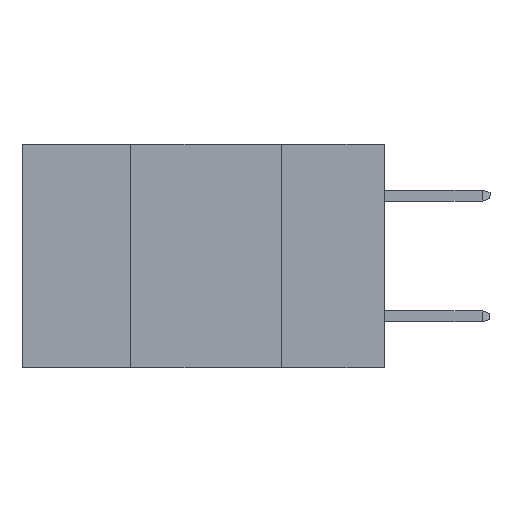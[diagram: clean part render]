
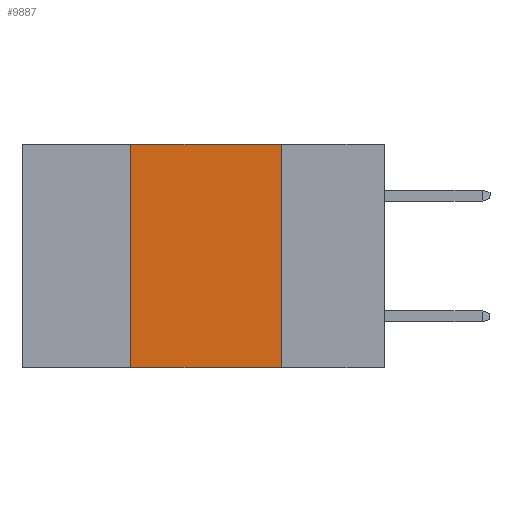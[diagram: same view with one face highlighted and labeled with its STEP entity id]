
A CAD part, left-side view. The second image highlights one B-rep face of the part: STEP entity #9887.
In plain terms, the highlighted planar face has unit normal (-1, 0, 0).
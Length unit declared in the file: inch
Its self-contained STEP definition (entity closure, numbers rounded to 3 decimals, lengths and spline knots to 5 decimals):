
#225 = CARTESIAN_POINT ( 'NONE',  ( 0., 0.42, 0. ) ) ;
#269 = EDGE_LOOP ( 'NONE', ( #7657, #9263, #9206, #4919 ) ) ;
#683 = LINE ( 'NONE', #4426, #5013 ) ;
#1145 = PLANE ( 'NONE',  #6449 ) ;
#1471 = VERTEX_POINT ( 'NONE', #225 ) ;
#1771 = VECTOR ( 'NONE', #6087, 39.37008 ) ;
#2016 = DIRECTION ( 'NONE',  ( 0., -1., 0. ) ) ;
#2516 = CARTESIAN_POINT ( 'NONE',  ( 0., 0.17, -0.37 ) ) ;
#2817 = CARTESIAN_POINT ( 'NONE',  ( 0., 0.42, -0.37 ) ) ;
#2835 = EDGE_CURVE ( 'NONE', #1471, #7870, #6710, .T. ) ;
#2996 = LINE ( 'NONE', #4388, #1771 ) ;
#3406 = DIRECTION ( 'NONE',  ( 1., 0., 0. ) ) ;
#3418 = EDGE_CURVE ( 'NONE', #7870, #4277, #2996, .T. ) ;
#4277 = VERTEX_POINT ( 'NONE', #2516 ) ;
#4388 = CARTESIAN_POINT ( 'NONE',  ( 0., 0.17, -0.37 ) ) ;
#4426 = CARTESIAN_POINT ( 'NONE',  ( 0., 0.6, -0.37 ) ) ;
#4919 = ORIENTED_EDGE ( 'NONE', *, *, #9543, .T. ) ;
#5013 = VECTOR ( 'NONE', #6030, 39.37008 ) ;
#5052 = VECTOR ( 'NONE', #2016, 39.37008 ) ;
#5571 = FACE_OUTER_BOUND ( 'NONE', #269, .T. ) ;
#5606 = VECTOR ( 'NONE', #8952, 39.37008 ) ;
#5842 = VERTEX_POINT ( 'NONE', #8762 ) ;
#6030 = DIRECTION ( 'NONE',  ( 0., -1., 0. ) ) ;
#6087 = DIRECTION ( 'NONE',  ( 0., 0., -1. ) ) ;
#6449 = AXIS2_PLACEMENT_3D ( 'NONE', #9477, #3406, #6482 ) ;
#6482 = DIRECTION ( 'NONE',  ( 0., 0., -1. ) ) ;
#6710 = LINE ( 'NONE', #9658, #5052 ) ;
#7341 = EDGE_CURVE ( 'NONE', #5842, #1471, #7553, .T. ) ;
#7553 = LINE ( 'NONE', #2817, #5606 ) ;
#7657 = ORIENTED_EDGE ( 'NONE', *, *, #3418, .F. ) ;
#7870 = VERTEX_POINT ( 'NONE', #9293 ) ;
#8762 = CARTESIAN_POINT ( 'NONE',  ( 0., 0.42, -0.37 ) ) ;
#8952 = DIRECTION ( 'NONE',  ( 0., 0., 1. ) ) ;
#9206 = ORIENTED_EDGE ( 'NONE', *, *, #7341, .F. ) ;
#9263 = ORIENTED_EDGE ( 'NONE', *, *, #2835, .F. ) ;
#9293 = CARTESIAN_POINT ( 'NONE',  ( 0., 0.17, 0. ) ) ;
#9477 = CARTESIAN_POINT ( 'NONE',  ( 0., 0.6, 0. ) ) ;
#9543 = EDGE_CURVE ( 'NONE', #5842, #4277, #683, .T. ) ;
#9658 = CARTESIAN_POINT ( 'NONE',  ( 0., 0.6, 0. ) ) ;
#9887 = ADVANCED_FACE ( 'NONE', ( #5571 ), #1145, .F. ) ;
